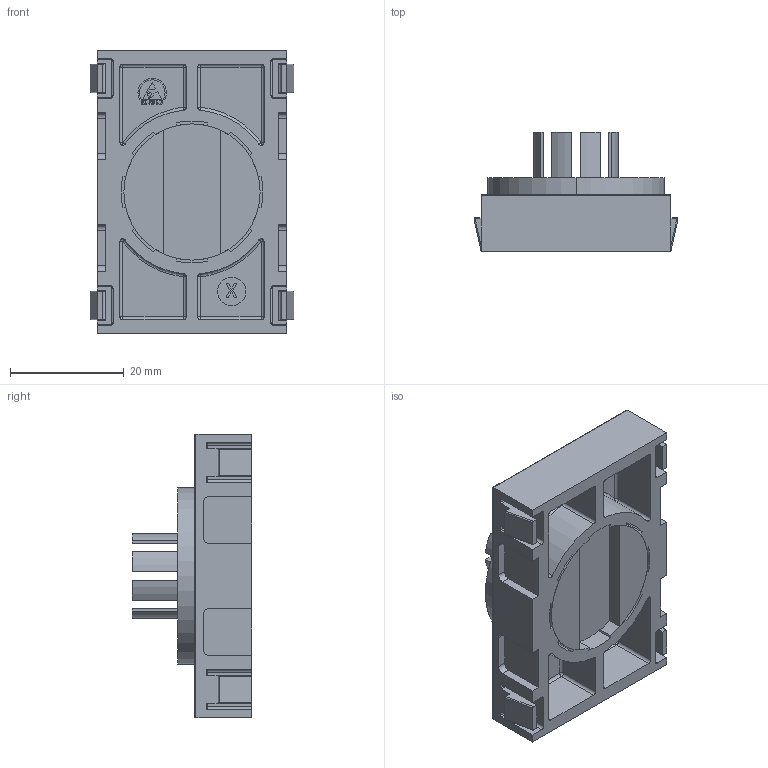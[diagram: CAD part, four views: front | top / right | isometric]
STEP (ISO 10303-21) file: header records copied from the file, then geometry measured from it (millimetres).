
FILE_DESCRIPTION (( 'STEP AP203' ), '1' );
FILE_NAME ('801371_c_1.STEP', '2023-05-14T22:05:34', ( '' ), ( '' ), 'SwSTEP 2.0', 'SolidWorks 2014', '' );
FILE_SCHEMA (( 'CONFIG_CONTROL_DESIGN' ));
Length unit declared in the file: millimetre
Products named in the file (1): 801371_c_1
Bounding box: 35.9 x 21 x 50 mm (x, y, z)
Volume: 13609.3 mm3; surface area: 10922.2 mm2
Topology: 2 solids, 2 shells, 481 faces, 1255 edges, 775 vertices
Faces by surface type: plane 257, cylinder 153, bspline 71
Entity records: 15839 total; most frequent: CARTESIAN_POINT 4406, ORIENTED_EDGE 2454, DIRECTION 2231, EDGE_CURVE 1227, LINE 843, VECTOR 843, VERTEX_POINT 775, AXIS2_PLACEMENT_3D 694
